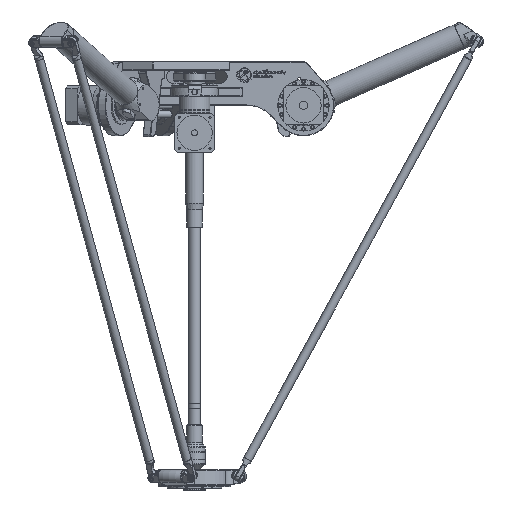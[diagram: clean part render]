
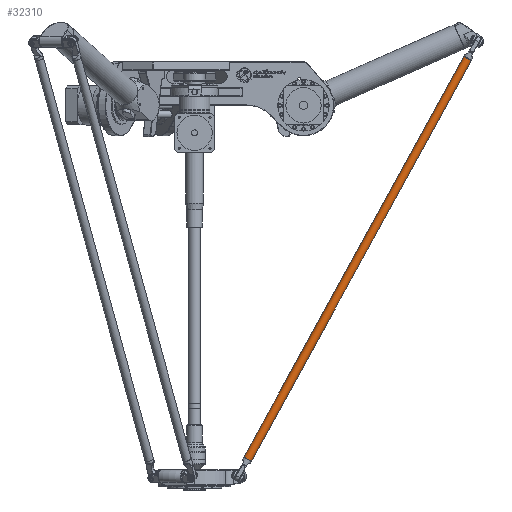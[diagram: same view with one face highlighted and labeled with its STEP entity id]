
A CAD part, front view. The second image highlights one B-rep face of the part: STEP entity #32310.
In plain terms, the highlighted cylindrical face has radius 10 mm (diameter 20 mm), a full revolution.
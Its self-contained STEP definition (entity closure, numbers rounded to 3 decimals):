
#1156=FACE_BOUND('',#6468,.T.);
#3992=FACE_OUTER_BOUND('',#6467,.T.);
#6467=EDGE_LOOP('',(#27648));
#6468=EDGE_LOOP('',(#27649));
#8103=CIRCLE('',#35494,10.);
#8109=CIRCLE('',#35504,10.);
#15948=VERTEX_POINT('',#60396);
#15954=VERTEX_POINT('',#60412);
#19896=EDGE_CURVE('',#15948,#15948,#8103,.T.);
#19902=EDGE_CURVE('',#15954,#15954,#8109,.T.);
#27648=ORIENTED_EDGE('',*,*,#19896,.T.);
#27649=ORIENTED_EDGE('',*,*,#19902,.T.);
#29546=CYLINDRICAL_SURFACE('',#35575,10.);
#32310=ADVANCED_FACE('',(#3992,#1156),#29546,.T.);
#35494=AXIS2_PLACEMENT_3D('',#60397,#43644,#43645);
#35504=AXIS2_PLACEMENT_3D('',#60413,#43664,#43665);
#35575=AXIS2_PLACEMENT_3D('',#60610,#43854,#43855);
#43644=DIRECTION('center_axis',(-1.,0.,0.));
#43645=DIRECTION('ref_axis',(0.,0.,1.));
#43664=DIRECTION('center_axis',(1.,0.,0.));
#43665=DIRECTION('ref_axis',(0.,0.,1.));
#43854=DIRECTION('center_axis',(-1.,0.,0.));
#43855=DIRECTION('ref_axis',(0.,0.,1.));
#60396=CARTESIAN_POINT('',(1094.9,0.,10.));
#60397=CARTESIAN_POINT('Origin',(1094.9,0.,0.));
#60412=CARTESIAN_POINT('',(45.1,0.,10.));
#60413=CARTESIAN_POINT('Origin',(45.1,0.,0.));
#60610=CARTESIAN_POINT('Origin',(1095.,0.,0.));
